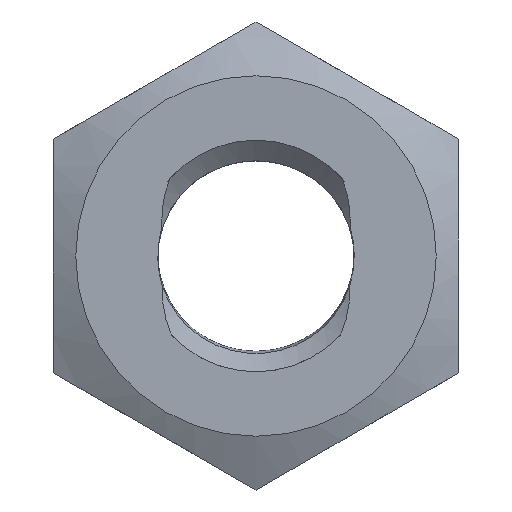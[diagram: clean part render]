
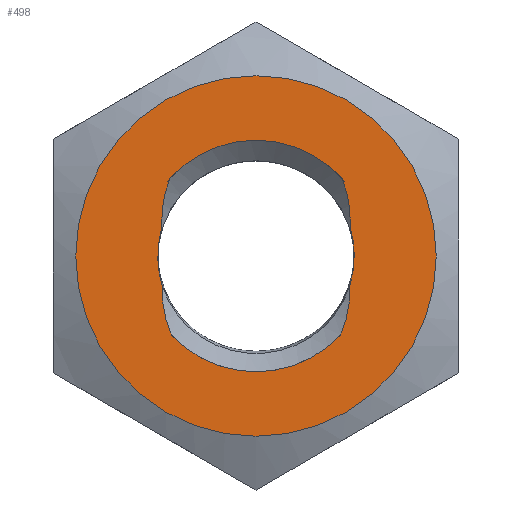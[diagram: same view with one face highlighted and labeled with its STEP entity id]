
A CAD part, front view. The second image highlights one B-rep face of the part: STEP entity #498.
In plain terms, the highlighted planar face has unit normal (0, -1, 0).
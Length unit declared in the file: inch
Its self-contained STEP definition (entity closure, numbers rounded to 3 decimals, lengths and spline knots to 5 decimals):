
#51=PLANE('',#565);
#65=FACE_BOUND('',#155,.T.);
#109=FACE_OUTER_BOUND('',#154,.T.);
#154=EDGE_LOOP('',(#390));
#155=EDGE_LOOP('',(#391,#392,#393,#394,#395,#396,#397,#398));
#194=ELLIPSE('',#567,0.10997,0.10115);
#195=ELLIPSE('',#568,0.10814,0.10604);
#196=ELLIPSE('',#569,0.11071,0.10184);
#197=ELLIPSE('',#571,0.11071,0.10184);
#198=ELLIPSE('',#572,0.10814,0.10604);
#199=ELLIPSE('',#573,0.10997,0.10115);
#215=CIRCLE('',#564,0.19459);
#216=CIRCLE('',#566,0.125);
#217=CIRCLE('',#570,0.125);
#252=VERTEX_POINT('',#913);
#253=VERTEX_POINT('',#916);
#254=VERTEX_POINT('',#917);
#255=VERTEX_POINT('',#919);
#256=VERTEX_POINT('',#921);
#257=VERTEX_POINT('',#923);
#258=VERTEX_POINT('',#925);
#259=VERTEX_POINT('',#927);
#260=VERTEX_POINT('',#929);
#306=EDGE_CURVE('',#252,#252,#215,.T.);
#307=EDGE_CURVE('',#253,#254,#216,.T.);
#308=EDGE_CURVE('',#253,#255,#194,.T.);
#309=EDGE_CURVE('',#256,#255,#195,.T.);
#310=EDGE_CURVE('',#257,#256,#196,.T.);
#311=EDGE_CURVE('',#258,#257,#217,.T.);
#312=EDGE_CURVE('',#259,#258,#197,.T.);
#313=EDGE_CURVE('',#260,#259,#198,.T.);
#314=EDGE_CURVE('',#260,#254,#199,.T.);
#390=ORIENTED_EDGE('',*,*,#306,.F.);
#391=ORIENTED_EDGE('',*,*,#307,.F.);
#392=ORIENTED_EDGE('',*,*,#308,.T.);
#393=ORIENTED_EDGE('',*,*,#309,.F.);
#394=ORIENTED_EDGE('',*,*,#310,.F.);
#395=ORIENTED_EDGE('',*,*,#311,.F.);
#396=ORIENTED_EDGE('',*,*,#312,.F.);
#397=ORIENTED_EDGE('',*,*,#313,.F.);
#398=ORIENTED_EDGE('',*,*,#314,.T.);
#498=ADVANCED_FACE('',(#109,#65),#51,.F.);
#564=AXIS2_PLACEMENT_3D('',#914,#674,#675);
#565=AXIS2_PLACEMENT_3D('',#915,#676,#677);
#566=AXIS2_PLACEMENT_3D('',#918,#678,#679);
#567=AXIS2_PLACEMENT_3D('',#920,#680,#681);
#568=AXIS2_PLACEMENT_3D('',#922,#682,#683);
#569=AXIS2_PLACEMENT_3D('',#924,#684,#685);
#570=AXIS2_PLACEMENT_3D('',#926,#686,#687);
#571=AXIS2_PLACEMENT_3D('',#928,#688,#689);
#572=AXIS2_PLACEMENT_3D('',#930,#690,#691);
#573=AXIS2_PLACEMENT_3D('',#931,#692,#693);
#674=DIRECTION('center_axis',(0.,1.,0.));
#675=DIRECTION('ref_axis',(0.,0.,1.));
#676=DIRECTION('center_axis',(0.,1.,0.));
#677=DIRECTION('ref_axis',(0.,0.,1.));
#678=DIRECTION('center_axis',(0.,-1.,0.));
#679=DIRECTION('ref_axis',(0.,0.,-1.));
#680=DIRECTION('center_axis',(0.,1.,0.));
#681=DIRECTION('ref_axis',(0.,0.,1.));
#682=DIRECTION('center_axis',(0.,-1.,0.));
#683=DIRECTION('ref_axis',(0.,0.,1.));
#684=DIRECTION('center_axis',(0.,-1.,0.));
#685=DIRECTION('ref_axis',(0.,0.,-1.));
#686=DIRECTION('center_axis',(0.,-1.,0.));
#687=DIRECTION('ref_axis',(0.744,0.,0.668));
#688=DIRECTION('center_axis',(0.,-1.,0.));
#689=DIRECTION('ref_axis',(0.,0.,-1.));
#690=DIRECTION('center_axis',(0.,-1.,0.));
#691=DIRECTION('ref_axis',(0.,0.,1.));
#692=DIRECTION('center_axis',(0.,1.,0.));
#693=DIRECTION('ref_axis',(0.,0.,1.));
#913=CARTESIAN_POINT('',(0.,0.109,-0.19459));
#914=CARTESIAN_POINT('Origin',(0.,0.109,0.));
#915=CARTESIAN_POINT('Origin',(0.,0.109,-0.25259));
#916=CARTESIAN_POINT('',(-0.09132,0.109,-0.08536));
#917=CARTESIAN_POINT('',(0.09132,0.109,-0.08536));
#918=CARTESIAN_POINT('Origin',(0.,0.109,0.));
#919=CARTESIAN_POINT('',(-0.10104,0.109,-0.03278));
#920=CARTESIAN_POINT('Origin',(0.,0.109,-0.03806));
#921=CARTESIAN_POINT('',(-0.10161,0.109,0.03096));
#922=CARTESIAN_POINT('Origin',(0.,0.109,0.00004));
#923=CARTESIAN_POINT('',(-0.09298,0.109,0.08354));
#924=CARTESIAN_POINT('Origin',(0.,0.109,0.03839));
#925=CARTESIAN_POINT('',(0.09298,0.109,0.08354));
#926=CARTESIAN_POINT('Origin',(0.,0.109,0.));
#927=CARTESIAN_POINT('',(0.10161,0.109,0.03096));
#928=CARTESIAN_POINT('Origin',(0.,0.109,0.03839));
#929=CARTESIAN_POINT('',(0.10104,0.109,-0.03278));
#930=CARTESIAN_POINT('Origin',(0.,0.109,0.00004));
#931=CARTESIAN_POINT('Origin',(0.,0.109,-0.03806));
